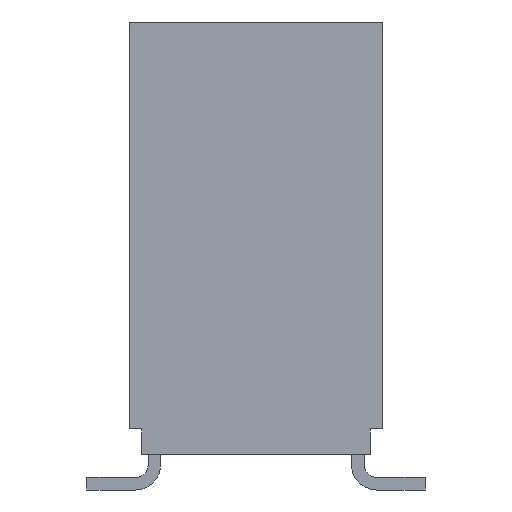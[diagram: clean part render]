
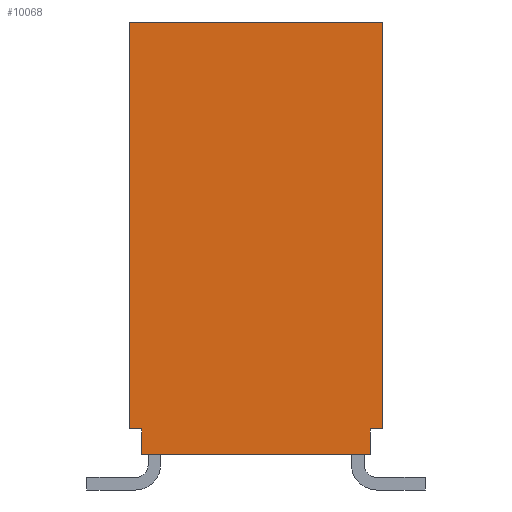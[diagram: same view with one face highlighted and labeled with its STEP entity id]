
A CAD part, left-side view. The second image highlights one B-rep face of the part: STEP entity #10068.
In plain terms, the highlighted planar face has unit normal (-1, 0, 0).
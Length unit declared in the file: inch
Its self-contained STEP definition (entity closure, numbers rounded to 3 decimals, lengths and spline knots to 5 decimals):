
#5=DIRECTION('',(0.,-1.,0.));
#6=VECTOR('',#5,0.18);
#7=CARTESIAN_POINT('',(-0.4995,0.09,0.));
#8=LINE('',#7,#6);
#229=DIRECTION('',(0.,0.,1.));
#230=VECTOR('',#229,0.02);
#231=CARTESIAN_POINT('',(-0.4995,0.09,0.));
#232=LINE('',#231,#230);
#233=DIRECTION('',(0.,-1.,0.));
#234=VECTOR('',#233,0.0095);
#235=CARTESIAN_POINT('',(-0.4995,0.0995,0.02));
#236=LINE('',#235,#234);
#237=DIRECTION('',(0.,0.,1.));
#238=VECTOR('',#237,0.32);
#239=CARTESIAN_POINT('',(-0.4995,0.0995,0.02));
#240=LINE('',#239,#238);
#241=DIRECTION('',(0.,1.,0.));
#242=VECTOR('',#241,0.0095);
#243=CARTESIAN_POINT('',(-0.4995,-0.0995,0.02));
#244=LINE('',#243,#242);
#245=DIRECTION('',(0.,0.,1.));
#246=VECTOR('',#245,0.02);
#247=CARTESIAN_POINT('',(-0.4995,-0.09,0.));
#248=LINE('',#247,#246);
#689=DIRECTION('',(0.,0.,1.));
#690=VECTOR('',#689,0.32);
#691=CARTESIAN_POINT('',(-0.4995,-0.0995,0.02));
#692=LINE('',#691,#690);
#1385=DIRECTION('',(0.,-1.,0.));
#1386=VECTOR('',#1385,0.199);
#1387=CARTESIAN_POINT('',(-0.4995,0.0995,0.34));
#1388=LINE('',#1387,#1386);
#7217=CARTESIAN_POINT('',(-0.4995,0.0995,0.34));
#7218=CARTESIAN_POINT('',(-0.4995,-0.0995,0.34));
#7219=VERTEX_POINT('',#7217);
#7220=VERTEX_POINT('',#7218);
#7325=CARTESIAN_POINT('',(-0.4995,0.09,0.));
#7327=VERTEX_POINT('',#7325);
#7349=CARTESIAN_POINT('',(-0.4995,-0.09,0.));
#7351=VERTEX_POINT('',#7349);
#7373=CARTESIAN_POINT('',(-0.4995,0.09,0.02));
#7374=VERTEX_POINT('',#7373);
#7375=CARTESIAN_POINT('',(-0.4995,0.0995,0.02));
#7376=VERTEX_POINT('',#7375);
#7377=CARTESIAN_POINT('',(-0.4995,-0.0995,0.02));
#7378=CARTESIAN_POINT('',(-0.4995,-0.09,0.02));
#7379=VERTEX_POINT('',#7377);
#7380=VERTEX_POINT('',#7378);
#10048=CARTESIAN_POINT('',(-0.4995,0.0995,0.));
#10049=DIRECTION('',(-1.,0.,0.));
#10050=DIRECTION('',(0.,-1.,0.));
#10051=AXIS2_PLACEMENT_3D('',#10048,#10049,#10050);
#10052=PLANE('',#10051);
#10053=ORIENTED_EDGE('',*,*,#9715,.T.);
#10055=ORIENTED_EDGE('',*,*,#10054,.F.);
#10057=ORIENTED_EDGE('',*,*,#10056,.T.);
#10059=ORIENTED_EDGE('',*,*,#10058,.T.);
#10061=ORIENTED_EDGE('',*,*,#10060,.F.);
#10063=ORIENTED_EDGE('',*,*,#10062,.T.);
#10064=ORIENTED_EDGE('',*,*,#9890,.F.);
#10065=ORIENTED_EDGE('',*,*,#9536,.F.);
#10066=EDGE_LOOP('',(#10053,#10055,#10057,#10059,#10061,#10063,#10064,#10065));
#10067=FACE_OUTER_BOUND('',#10066,.F.);
#10068=ADVANCED_FACE('',(#10067),#10052,.T.);
#9536=EDGE_CURVE('',#7327,#7351,#8,.T.);
#9715=EDGE_CURVE('',#7327,#7374,#232,.T.);
#9890=EDGE_CURVE('',#7351,#7380,#248,.T.);
#10054=EDGE_CURVE('',#7376,#7374,#236,.T.);
#10056=EDGE_CURVE('',#7376,#7219,#240,.T.);
#10058=EDGE_CURVE('',#7219,#7220,#1388,.T.);
#10060=EDGE_CURVE('',#7379,#7220,#692,.T.);
#10062=EDGE_CURVE('',#7379,#7380,#244,.T.);
